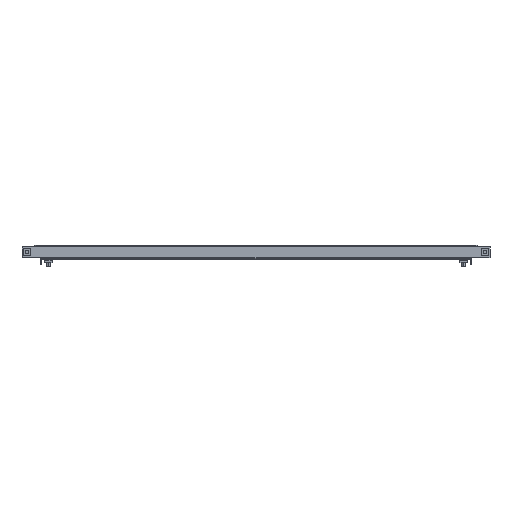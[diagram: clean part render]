
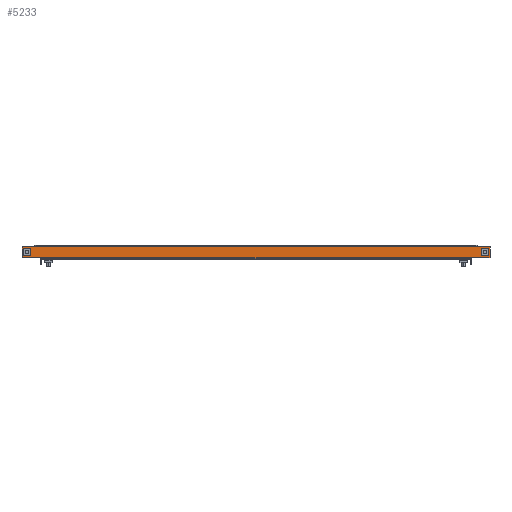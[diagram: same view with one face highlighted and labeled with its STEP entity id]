
A CAD part, left-side view. The second image highlights one B-rep face of the part: STEP entity #5233.
In plain terms, the highlighted face is planar.
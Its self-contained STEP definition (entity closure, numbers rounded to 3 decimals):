
#31 = CARTESIAN_POINT ( 'NONE',  ( 0., 20.5, -35. ) ) ;
#43 = CARTESIAN_POINT ( 'NONE',  ( 0., 20.5, -783. ) ) ;
#80 = CARTESIAN_POINT ( 'NONE',  ( 0., 2.5, -783. ) ) ;
#97 = CARTESIAN_POINT ( 'NONE',  ( 0., 2.5, -783. ) ) ;
#210 = DIRECTION ( 'NONE',  ( -1., 0., 0. ) ) ;
#219 = LINE ( 'NONE', #2875, #671 ) ;
#280 = CARTESIAN_POINT ( 'NONE',  ( 0., 0., -783. ) ) ;
#427 = CARTESIAN_POINT ( 'NONE',  ( 0., 20.5, -783. ) ) ;
#445 = EDGE_CURVE ( 'NONE', #5974, #1661, #6899, .T. ) ;
#498 = LINE ( 'NONE', #427, #5308 ) ;
#550 = VECTOR ( 'NONE', #592, 1000. ) ;
#592 = DIRECTION ( 'NONE',  ( 0., -1., 0. ) ) ;
#657 = CARTESIAN_POINT ( 'NONE',  ( 0., 2.5, 0. ) ) ;
#671 = VECTOR ( 'NONE', #3510, 1000. ) ;
#684 = EDGE_CURVE ( 'NONE', #6437, #6432, #3358, .T. ) ;
#711 = ORIENTED_EDGE ( 'NONE', *, *, #1161, .T. ) ;
#734 = VERTEX_POINT ( 'NONE', #1324 ) ;
#738 = VECTOR ( 'NONE', #4400, 1000. ) ;
#801 = EDGE_LOOP ( 'NONE', ( #2991, #6054, #2073, #6820 ) ) ;
#822 = PLANE ( 'NONE',  #3014 ) ;
#882 = EDGE_CURVE ( 'NONE', #2621, #2688, #4103, .T. ) ;
#888 = EDGE_LOOP ( 'NONE', ( #3562, #711, #5766, #5195, #5984, #1468, #5906, #1339 ) ) ;
#957 = CARTESIAN_POINT ( 'NONE',  ( 0., 15.75, -769.6 ) ) ;
#968 = VERTEX_POINT ( 'NONE', #5857 ) ;
#1130 = EDGE_CURVE ( 'NONE', #2959, #5974, #2255, .T. ) ;
#1161 = EDGE_CURVE ( 'NONE', #2152, #2888, #6831, .T. ) ;
#1324 = CARTESIAN_POINT ( 'NONE',  ( 0., 15.75, -3.9 ) ) ;
#1339 = ORIENTED_EDGE ( 'NONE', *, *, #1677, .F. ) ;
#1391 = EDGE_CURVE ( 'NONE', #2152, #6149, #219, .T. ) ;
#1446 = CARTESIAN_POINT ( 'NONE',  ( 0., 15.75, -3.9 ) ) ;
#1468 = ORIENTED_EDGE ( 'NONE', *, *, #684, .T. ) ;
#1500 = DIRECTION ( 'NONE',  ( 0., 0., 1. ) ) ;
#1587 = DIRECTION ( 'NONE',  ( 0., 0., 1. ) ) ;
#1661 = VERTEX_POINT ( 'NONE', #5987 ) ;
#1677 = EDGE_CURVE ( 'NONE', #6149, #2217, #2166, .T. ) ;
#1692 = LINE ( 'NONE', #2125, #5590 ) ;
#1771 = LINE ( 'NONE', #4657, #4449 ) ;
#1772 = DIRECTION ( 'NONE',  ( 0., 0., 1. ) ) ;
#1928 = VECTOR ( 'NONE', #5753, 1000. ) ;
#2061 = DIRECTION ( 'NONE',  ( 0., 1., 0. ) ) ;
#2073 = ORIENTED_EDGE ( 'NONE', *, *, #882, .T. ) ;
#2125 = CARTESIAN_POINT ( 'NONE',  ( 0., 15.75, -779.1 ) ) ;
#2152 = VERTEX_POINT ( 'NONE', #97 ) ;
#2166 = LINE ( 'NONE', #80, #2322 ) ;
#2217 = VERTEX_POINT ( 'NONE', #5143 ) ;
#2255 = LINE ( 'NONE', #4427, #550 ) ;
#2290 = EDGE_CURVE ( 'NONE', #1661, #734, #4027, .T. ) ;
#2301 = ORIENTED_EDGE ( 'NONE', *, *, #2290, .T. ) ;
#2316 = VECTOR ( 'NONE', #6333, 1000. ) ;
#2322 = VECTOR ( 'NONE', #1587, 1000. ) ;
#2546 = CARTESIAN_POINT ( 'NONE',  ( 0., 15.75, -779.1 ) ) ;
#2611 = CARTESIAN_POINT ( 'NONE',  ( 0., 6.25, -3.9 ) ) ;
#2621 = VERTEX_POINT ( 'NONE', #2878 ) ;
#2624 = DIRECTION ( 'NONE',  ( 0., 0., -1. ) ) ;
#2668 = CARTESIAN_POINT ( 'NONE',  ( 0., 15.75, -3.9 ) ) ;
#2688 = VERTEX_POINT ( 'NONE', #4556 ) ;
#2768 = EDGE_LOOP ( 'NONE', ( #2301, #5412, #3540, #6236 ) ) ;
#2782 = EDGE_CURVE ( 'NONE', #734, #2959, #5919, .T. ) ;
#2875 = CARTESIAN_POINT ( 'NONE',  ( 0., 2.5, -783. ) ) ;
#2878 = CARTESIAN_POINT ( 'NONE',  ( 0., 6.25, -779.1 ) ) ;
#2888 = VERTEX_POINT ( 'NONE', #43 ) ;
#2958 = EDGE_CURVE ( 'NONE', #6437, #5511, #1771, .T. ) ;
#2959 = VERTEX_POINT ( 'NONE', #3942 ) ;
#2976 = CARTESIAN_POINT ( 'NONE',  ( 0., 20.5, 0. ) ) ;
#2991 = ORIENTED_EDGE ( 'NONE', *, *, #5464, .T. ) ;
#3014 = AXIS2_PLACEMENT_3D ( 'NONE', #5765, #210, #4079 ) ;
#3098 = CARTESIAN_POINT ( 'NONE',  ( 0., 6.25, -779.1 ) ) ;
#3188 = EDGE_CURVE ( 'NONE', #4365, #2621, #1692, .T. ) ;
#3358 = LINE ( 'NONE', #5550, #5516 ) ;
#3374 = LINE ( 'NONE', #3403, #6233 ) ;
#3403 = CARTESIAN_POINT ( 'NONE',  ( 0., 20.5, -783. ) ) ;
#3462 = CARTESIAN_POINT ( 'NONE',  ( 0., 15.75, -769.6 ) ) ;
#3510 = DIRECTION ( 'NONE',  ( 0., 0., 1. ) ) ;
#3540 = ORIENTED_EDGE ( 'NONE', *, *, #1130, .T. ) ;
#3562 = ORIENTED_EDGE ( 'NONE', *, *, #1391, .F. ) ;
#3854 = LINE ( 'NONE', #6690, #738 ) ;
#3942 = CARTESIAN_POINT ( 'NONE',  ( 0., 15.75, -13.4 ) ) ;
#4008 = EDGE_CURVE ( 'NONE', #968, #5511, #3374, .T. ) ;
#4027 = LINE ( 'NONE', #2668, #5389 ) ;
#4040 = DIRECTION ( 'NONE',  ( 0., 1., 0. ) ) ;
#4079 = DIRECTION ( 'NONE',  ( 0., 0., 1. ) ) ;
#4103 = LINE ( 'NONE', #3098, #1928 ) ;
#4297 = DIRECTION ( 'NONE',  ( 0., -1., 0. ) ) ;
#4365 = VERTEX_POINT ( 'NONE', #2546 ) ;
#4400 = DIRECTION ( 'NONE',  ( 0., 0., -1. ) ) ;
#4427 = CARTESIAN_POINT ( 'NONE',  ( 0., 15.75, -13.4 ) ) ;
#4449 = VECTOR ( 'NONE', #4622, 1000. ) ;
#4468 = DIRECTION ( 'NONE',  ( 0., -1., 0. ) ) ;
#4529 = CARTESIAN_POINT ( 'NONE',  ( 0., 2.5, -762. ) ) ;
#4556 = CARTESIAN_POINT ( 'NONE',  ( 0., 6.25, -769.6 ) ) ;
#4622 = DIRECTION ( 'NONE',  ( 0., 0., -1. ) ) ;
#4628 = EDGE_CURVE ( 'NONE', #2688, #6956, #5152, .T. ) ;
#4657 = CARTESIAN_POINT ( 'NONE',  ( 0., 20.5, 0. ) ) ;
#4686 = FACE_BOUND ( 'NONE', #801, .T. ) ;
#4720 = FACE_BOUND ( 'NONE', #2768, .T. ) ;
#4746 = VECTOR ( 'NONE', #4040, 1000. ) ;
#4924 = VECTOR ( 'NONE', #2624, 1000. ) ;
#4996 = EDGE_CURVE ( 'NONE', #2217, #6432, #5034, .T. ) ;
#5034 = LINE ( 'NONE', #5577, #6441 ) ;
#5143 = CARTESIAN_POINT ( 'NONE',  ( 0., 2.5, -21. ) ) ;
#5152 = LINE ( 'NONE', #3462, #4746 ) ;
#5194 = FACE_OUTER_BOUND ( 'NONE', #888, .T. ) ;
#5195 = ORIENTED_EDGE ( 'NONE', *, *, #4008, .T. ) ;
#5233 = ADVANCED_FACE ( 'NONE', ( #4720, #4686, #5194 ), #822, .F. ) ;
#5308 = VECTOR ( 'NONE', #1500, 1000. ) ;
#5380 = EDGE_CURVE ( 'NONE', #2888, #968, #498, .T. ) ;
#5389 = VECTOR ( 'NONE', #2061, 1000. ) ;
#5412 = ORIENTED_EDGE ( 'NONE', *, *, #2782, .T. ) ;
#5464 = EDGE_CURVE ( 'NONE', #6956, #4365, #3854, .T. ) ;
#5501 = CARTESIAN_POINT ( 'NONE',  ( 0., 6.25, -13.4 ) ) ;
#5511 = VERTEX_POINT ( 'NONE', #31 ) ;
#5516 = VECTOR ( 'NONE', #4468, 1000. ) ;
#5550 = CARTESIAN_POINT ( 'NONE',  ( 0., 0., 0. ) ) ;
#5577 = CARTESIAN_POINT ( 'NONE',  ( 0., 2.5, -783. ) ) ;
#5590 = VECTOR ( 'NONE', #4297, 1000. ) ;
#5753 = DIRECTION ( 'NONE',  ( 0., 0., 1. ) ) ;
#5765 = CARTESIAN_POINT ( 'NONE',  ( 0., 0., 0. ) ) ;
#5766 = ORIENTED_EDGE ( 'NONE', *, *, #5380, .T. ) ;
#5857 = CARTESIAN_POINT ( 'NONE',  ( 0., 20.5, -748. ) ) ;
#5867 = DIRECTION ( 'NONE',  ( 0., 1., 0. ) ) ;
#5906 = ORIENTED_EDGE ( 'NONE', *, *, #4996, .F. ) ;
#5919 = LINE ( 'NONE', #1446, #4924 ) ;
#5974 = VERTEX_POINT ( 'NONE', #5501 ) ;
#5984 = ORIENTED_EDGE ( 'NONE', *, *, #2958, .F. ) ;
#5987 = CARTESIAN_POINT ( 'NONE',  ( 0., 6.25, -3.9 ) ) ;
#6054 = ORIENTED_EDGE ( 'NONE', *, *, #3188, .T. ) ;
#6114 = DIRECTION ( 'NONE',  ( 0., 0., 1. ) ) ;
#6149 = VERTEX_POINT ( 'NONE', #4529 ) ;
#6158 = VECTOR ( 'NONE', #5867, 1000. ) ;
#6233 = VECTOR ( 'NONE', #1772, 1000. ) ;
#6236 = ORIENTED_EDGE ( 'NONE', *, *, #445, .T. ) ;
#6333 = DIRECTION ( 'NONE',  ( 0., 0., 1. ) ) ;
#6432 = VERTEX_POINT ( 'NONE', #657 ) ;
#6437 = VERTEX_POINT ( 'NONE', #2976 ) ;
#6441 = VECTOR ( 'NONE', #6114, 1000. ) ;
#6690 = CARTESIAN_POINT ( 'NONE',  ( 0., 15.75, -779.1 ) ) ;
#6820 = ORIENTED_EDGE ( 'NONE', *, *, #4628, .T. ) ;
#6831 = LINE ( 'NONE', #280, #6158 ) ;
#6899 = LINE ( 'NONE', #2611, #2316 ) ;
#6956 = VERTEX_POINT ( 'NONE', #957 ) ;
